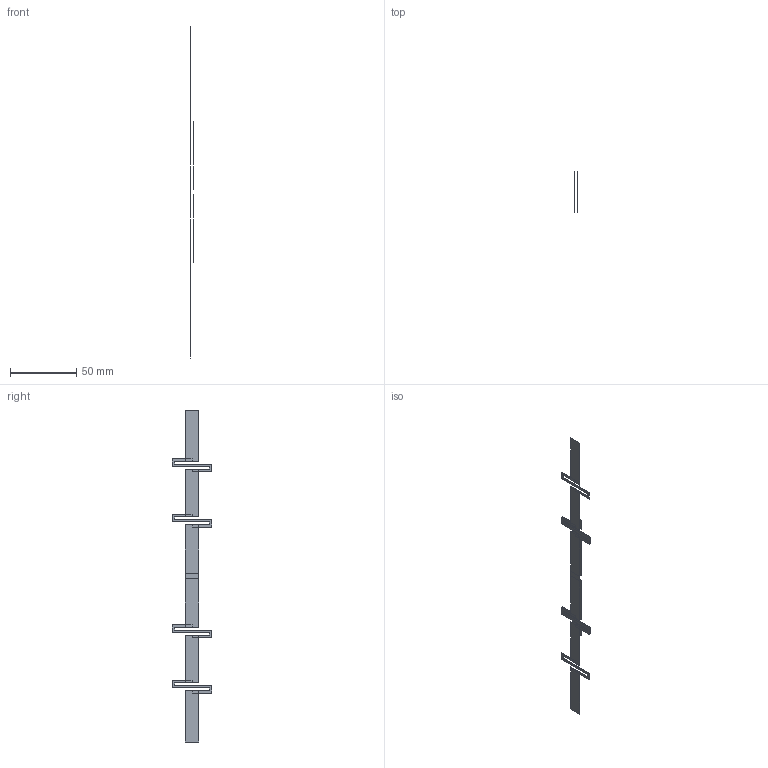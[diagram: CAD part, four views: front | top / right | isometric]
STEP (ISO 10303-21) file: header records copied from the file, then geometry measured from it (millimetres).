
FILE_DESCRIPTION(('STEP AP214'),'1');
FILE_NAME('Conductor.stp','2023-03-27T14:18:42',('Joris'),(' '),'Spatial InterOp 3D','CST ACIS InterOp Converter 2021',' ');
FILE_SCHEMA(('AUTOMOTIVE_DESIGN { 1 0 10303 214 1 1 1 1 }'));
Length unit declared in the file: millimetre
Products named in the file (1): Legs|Leg_Right_1
Bounding box: 1.55 x 30 x 250 mm (x, y, z)
Surface area: 3934.7 mm2 (no closed solid volume)
Topology: 0 solids, 17 shells, 17 faces, 116 edges, 116 vertices
Faces by surface type: plane 17
Entity records: 1353 total; most frequent: CARTESIAN_POINT 266, DIRECTION 184, ORIENTED_EDGE 116, EDGE_CURVE 116, VERTEX_POINT 116, LINE 116, VECTOR 116, AXIS2_PLACEMENT_3D 34
